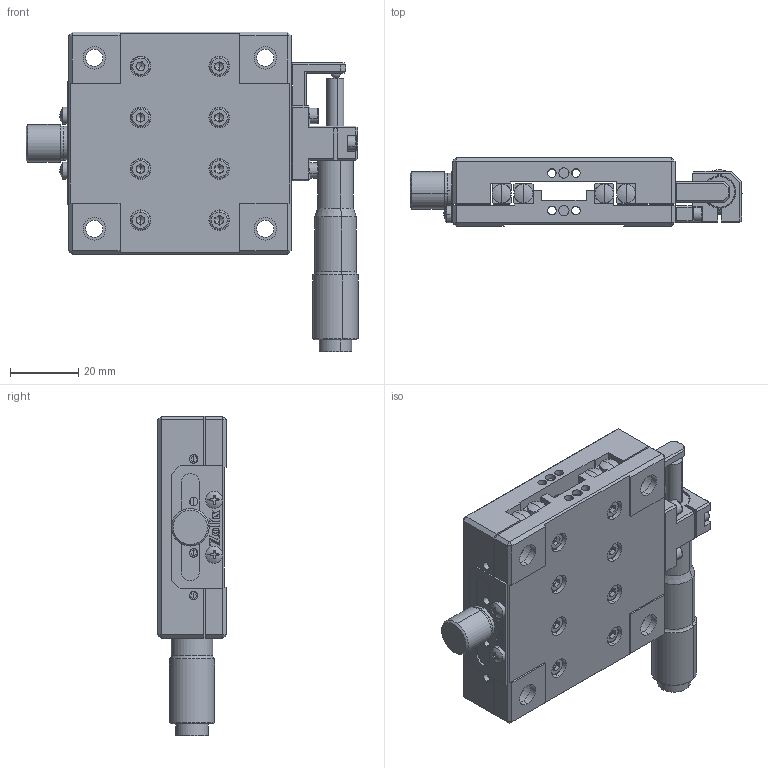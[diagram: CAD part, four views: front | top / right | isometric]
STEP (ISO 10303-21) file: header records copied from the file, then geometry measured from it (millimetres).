
FILE_DESCRIPTION (( 'STEP AP203' ), '1' );
FILE_NAME ('AK25A-6520SL.step', '2019-05-08T06:38:29', ( '' ), ( '' ), 'SwSTEP 2.0', 'SolidWorks 2017', '' );
FILE_SCHEMA (( 'CONFIG_CONTROL_DESIGN' ));
Length unit declared in the file: millimetre
Products named in the file (1): AK25A-6520SL
Bounding box: 97.09 x 20 x 93.5 mm (x, y, z)
Surface area: 35361.4 mm2 (no closed solid volume)
Topology: 0 solids, 42 shells, 768 faces, 2569 edges, 1717 vertices
Faces by surface type: plane 462, cylinder 174, cone 66, torus 44, bspline 16, sphere 6
Entity records: 27761 total; most frequent: CARTESIAN_POINT 5451, DIRECTION 4800, ORIENTED_EDGE 4105, EDGE_CURVE 2506, VERTEX_POINT 1714, LINE 1618, VECTOR 1618, AXIS2_PLACEMENT_3D 1591
